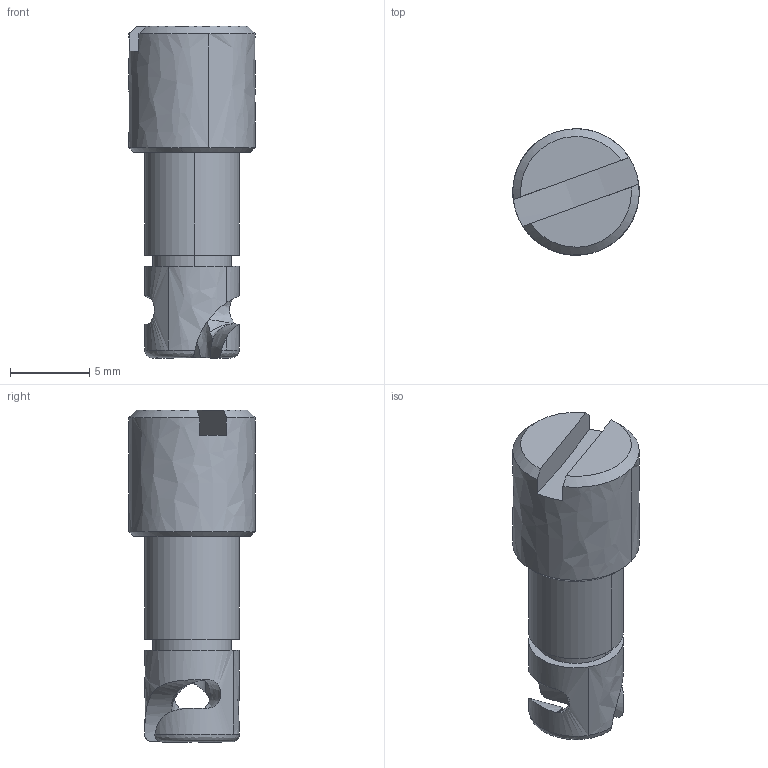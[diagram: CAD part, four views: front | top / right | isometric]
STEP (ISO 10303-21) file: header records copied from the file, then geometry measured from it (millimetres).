
FILE_DESCRIPTION((''),'2;1');
FILE_NAME('','2005-07-15T14:07:47',(''),(''),'','CADfix','');
FILE_SCHEMA(('AUTOMOTIVE_DESIGN'));
Length unit declared in the file: millimetre
Products named in the file (1): fastener
Bounding box: 8 x 8 x 21 mm (x, y, z)
Volume: 673.1 mm3; surface area: 606.4 mm2
Topology: 1 solids, 1 shells, 40 faces, 115 edges, 80 vertices
Faces by surface type: bspline 40
Entity records: 3009 total; most frequent: CARTESIAN_POINT 2361, ORIENTED_EDGE 230, EDGE_CURVE 115, VERTEX_POINT 80, EDGE_LOOP 43, B_SPLINE_CURVE_WITH_KNOTS 42, FACE_OUTER_BOUND 40, ADVANCED_FACE 40
